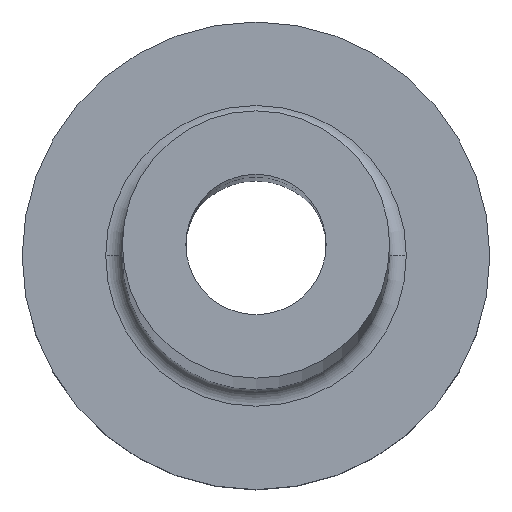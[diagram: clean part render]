
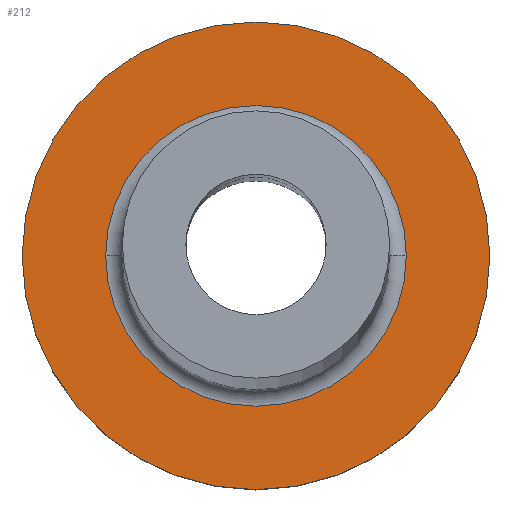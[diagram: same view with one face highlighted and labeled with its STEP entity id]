
A CAD part, top view. The second image highlights one B-rep face of the part: STEP entity #212.
In plain terms, the highlighted planar face has unit normal (0, 0, 1).
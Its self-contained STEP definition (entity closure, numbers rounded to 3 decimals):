
#7 = AXIS2_PLACEMENT_3D ( 'NONE', #248, #61, #237 ) ;
#47 = FACE_OUTER_BOUND ( 'NONE', #60, .T. ) ;
#55 = EDGE_CURVE ( 'NONE', #192, #103, #203, .T. ) ;
#56 = ORIENTED_EDGE ( 'NONE', *, *, #397, .T. ) ;
#58 = EDGE_LOOP ( 'NONE', ( #266, #449 ) ) ;
#60 = EDGE_LOOP ( 'NONE', ( #56, #296 ) ) ;
#61 = DIRECTION ( 'NONE',  ( 0., 0., -1. ) ) ;
#67 = AXIS2_PLACEMENT_3D ( 'NONE', #247, #413, #381 ) ;
#76 = DIRECTION ( 'NONE',  ( 0., 0., 1. ) ) ;
#103 = VERTEX_POINT ( 'NONE', #299 ) ;
#104 = EDGE_CURVE ( 'NONE', #335, #294, #387, .T. ) ;
#115 = CIRCLE ( 'NONE', #408, 4.5 ) ;
#136 = CARTESIAN_POINT ( 'NONE',  ( 0., 0., 5. ) ) ;
#148 = DIRECTION ( 'NONE',  ( 1., 0., 0. ) ) ;
#168 = CARTESIAN_POINT ( 'NONE',  ( 0., 0., 5. ) ) ;
#171 = CIRCLE ( 'NONE', #67, 7. ) ;
#183 = CARTESIAN_POINT ( 'NONE',  ( 4.5, 0., 5. ) ) ;
#192 = VERTEX_POINT ( 'NONE', #183 ) ;
#203 = CIRCLE ( 'NONE', #7, 4.5 ) ;
#212 = ADVANCED_FACE ( 'NONE', ( #225, #47 ), #238, .T. ) ;
#218 = DIRECTION ( 'NONE',  ( 0., 0., -1. ) ) ;
#225 = FACE_BOUND ( 'NONE', #58, .T. ) ;
#237 = DIRECTION ( 'NONE',  ( 1., 0., 0. ) ) ;
#238 = PLANE ( 'NONE',  #293 ) ;
#247 = CARTESIAN_POINT ( 'NONE',  ( 0., 0., 5. ) ) ;
#248 = CARTESIAN_POINT ( 'NONE',  ( 0., 0., 5. ) ) ;
#266 = ORIENTED_EDGE ( 'NONE', *, *, #55, .T. ) ;
#293 = AXIS2_PLACEMENT_3D ( 'NONE', #168, #76, #148 ) ;
#294 = VERTEX_POINT ( 'NONE', #460 ) ;
#296 = ORIENTED_EDGE ( 'NONE', *, *, #104, .T. ) ;
#297 = DIRECTION ( 'NONE',  ( 1., 0., 0. ) ) ;
#299 = CARTESIAN_POINT ( 'NONE',  ( -4.5, 0., 5. ) ) ;
#318 = CARTESIAN_POINT ( 'NONE',  ( 7., 0., 5. ) ) ;
#330 = EDGE_CURVE ( 'NONE', #103, #192, #115, .T. ) ;
#335 = VERTEX_POINT ( 'NONE', #318 ) ;
#359 = DIRECTION ( 'NONE',  ( 1., 0., 0. ) ) ;
#370 = AXIS2_PLACEMENT_3D ( 'NONE', #435, #427, #297 ) ;
#381 = DIRECTION ( 'NONE',  ( 1., 0., 0. ) ) ;
#387 = CIRCLE ( 'NONE', #370, 7. ) ;
#397 = EDGE_CURVE ( 'NONE', #294, #335, #171, .T. ) ;
#408 = AXIS2_PLACEMENT_3D ( 'NONE', #136, #218, #359 ) ;
#413 = DIRECTION ( 'NONE',  ( 0., 0., 1. ) ) ;
#427 = DIRECTION ( 'NONE',  ( 0., 0., 1. ) ) ;
#435 = CARTESIAN_POINT ( 'NONE',  ( 0., 0., 5. ) ) ;
#449 = ORIENTED_EDGE ( 'NONE', *, *, #330, .T. ) ;
#460 = CARTESIAN_POINT ( 'NONE',  ( -7., 0., 5. ) ) ;
